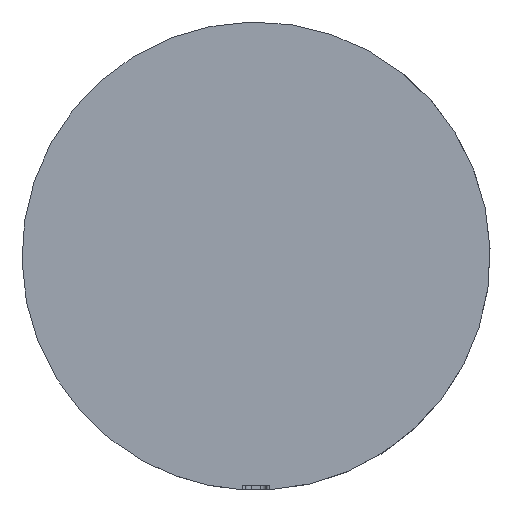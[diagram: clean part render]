
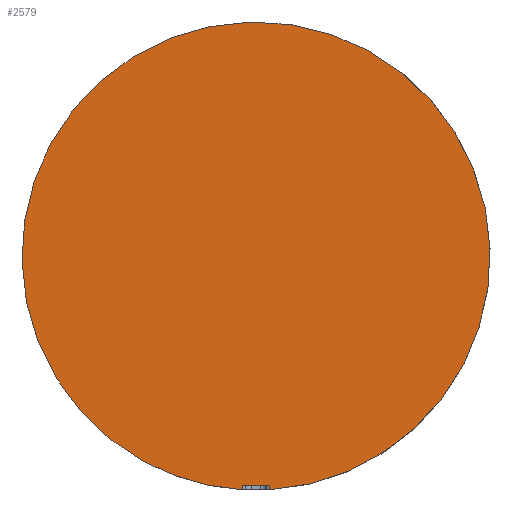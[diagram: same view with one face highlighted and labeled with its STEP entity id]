
A CAD part, left-side view. The second image highlights one B-rep face of the part: STEP entity #2579.
In plain terms, the highlighted face is planar.
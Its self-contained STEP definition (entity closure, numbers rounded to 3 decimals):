
#2311=CARTESIAN_POINT('Vertex',(-42.189,77.227,0.)) ;
#2318=CARTESIAN_POINT('Vertex',(42.189,-77.227,0.)) ;
#2321=CARTESIAN_POINT('Axis2P3D Location',(0.,0.,0.)) ;
#2503=CARTESIAN_POINT('Axis2P3D Location',(0.,0.,0.)) ;
#2507=CARTESIAN_POINT('Vertex',(-4.916,-87.863,0.)) ;
#2525=CARTESIAN_POINT('Axis2P3D Location',(0.,0.,0.)) ;
#2529=CARTESIAN_POINT('Vertex',(4.916,-87.863,0.)) ;
#2547=CARTESIAN_POINT('Axis2P3D Location',(0.,-22.461,0.)) ;
#2552=CARTESIAN_POINT('Line Origine',(4.916,-87.061,0.)) ;
#2556=CARTESIAN_POINT('Vertex',(4.916,-86.26,0.)) ;
#2559=CARTESIAN_POINT('Line Origine',(0.,-86.26,0.)) ;
#2563=CARTESIAN_POINT('Vertex',(-4.916,-86.26,0.)) ;
#2566=CARTESIAN_POINT('Line Origine',(-4.916,-87.061,0.)) ;
#2554=VECTOR('Line Direction',#2553,1.) ;
#2561=VECTOR('Line Direction',#2560,1.) ;
#2568=VECTOR('Line Direction',#2567,1.) ;
#2322=DIRECTION('Axis2P3D Direction',(0.,0.,1.)) ;
#2504=DIRECTION('Axis2P3D Direction',(0.,0.,1.)) ;
#2526=DIRECTION('Axis2P3D Direction',(0.,0.,1.)) ;
#2548=DIRECTION('Axis2P3D Direction',(0.,0.,-1.)) ;
#2549=DIRECTION('Axis2P3D XDirection',(0.,1.,0.)) ;
#2553=DIRECTION('Vector Direction',(0.,-1.,0.)) ;
#2560=DIRECTION('Vector Direction',(-1.,0.,0.)) ;
#2567=DIRECTION('Vector Direction',(0.,-1.,0.)) ;
#2323=AXIS2_PLACEMENT_3D('Circle Axis2P3D',#2321,#2322,$) ;
#2505=AXIS2_PLACEMENT_3D('Circle Axis2P3D',#2503,#2504,$) ;
#2527=AXIS2_PLACEMENT_3D('Circle Axis2P3D',#2525,#2526,$) ;
#2550=AXIS2_PLACEMENT_3D('Plane Axis2P3D',#2547,#2548,#2549) ;
#2555=LINE('Line',#2552,#2554) ;
#2562=LINE('Line',#2559,#2561) ;
#2569=LINE('Line',#2566,#2568) ;
#2324=CIRCLE('generated circle',#2323,88.) ;
#2506=CIRCLE('generated circle',#2505,88.) ;
#2528=CIRCLE('generated circle',#2527,88.) ;
#2551=PLANE('',#2550) ;
#2325=EDGE_CURVE('',#2319,#2312,#2324,.T.) ;
#2509=EDGE_CURVE('',#2312,#2508,#2506,.T.) ;
#2531=EDGE_CURVE('',#2530,#2319,#2528,.T.) ;
#2558=EDGE_CURVE('',#2557,#2530,#2555,.T.) ;
#2565=EDGE_CURVE('',#2557,#2564,#2562,.T.) ;
#2570=EDGE_CURVE('',#2564,#2508,#2569,.T.) ;
#2572=ORIENTED_EDGE('',*,*,#2509,.F.) ;
#2573=ORIENTED_EDGE('',*,*,#2325,.F.) ;
#2574=ORIENTED_EDGE('',*,*,#2531,.F.) ;
#2575=ORIENTED_EDGE('',*,*,#2558,.F.) ;
#2576=ORIENTED_EDGE('',*,*,#2565,.T.) ;
#2577=ORIENTED_EDGE('',*,*,#2570,.T.) ;
#2571=EDGE_LOOP('',(#2572,#2573,#2574,#2575,#2576,#2577)) ;
#2312=VERTEX_POINT('',#2311) ;
#2319=VERTEX_POINT('',#2318) ;
#2508=VERTEX_POINT('',#2507) ;
#2530=VERTEX_POINT('',#2529) ;
#2557=VERTEX_POINT('',#2556) ;
#2564=VERTEX_POINT('',#2563) ;
#2579=ADVANCED_FACE('Low',(#2578),#2551,.T.) ;
#2578=FACE_OUTER_BOUND('',#2571,.T.) ;
